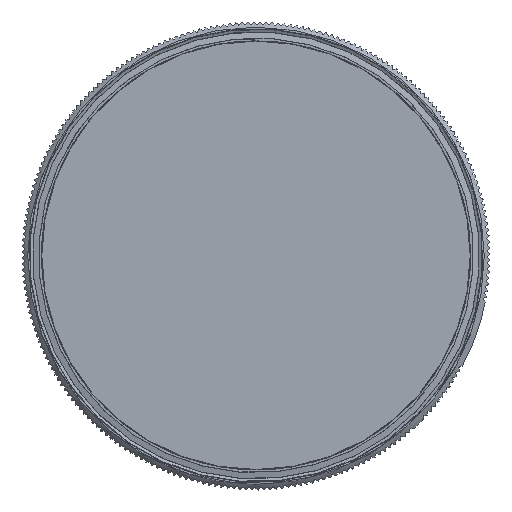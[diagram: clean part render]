
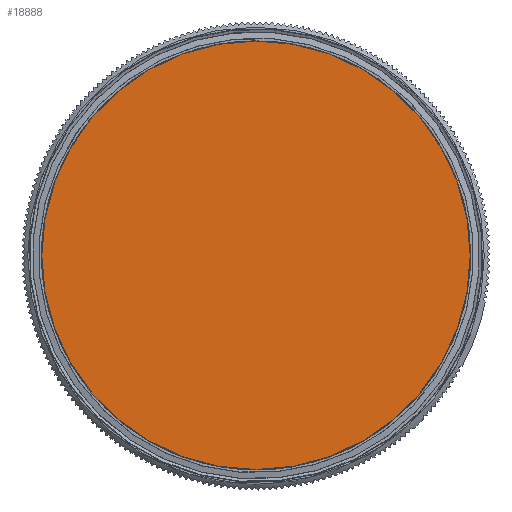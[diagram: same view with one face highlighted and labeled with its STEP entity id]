
A CAD part, top view. The second image highlights one B-rep face of the part: STEP entity #18888.
In plain terms, the highlighted planar face has unit normal (0, 0, 1).
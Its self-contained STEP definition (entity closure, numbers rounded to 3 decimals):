
#1628=CIRCLE('',#19379,32.05);
#1629=CIRCLE('',#19380,32.05);
#2593=FACE_OUTER_BOUND('',#3532,.T.);
#3532=EDGE_LOOP('',(#15931,#15932));
#6797=VERTEX_POINT('',#25076);
#6798=VERTEX_POINT('',#25078);
#8892=EDGE_CURVE('',#6797,#6798,#1628,.T.);
#8893=EDGE_CURVE('',#6798,#6797,#1629,.T.);
#15931=ORIENTED_EDGE('',*,*,#8893,.F.);
#15932=ORIENTED_EDGE('',*,*,#8892,.F.);
#18190=PLANE('',#20312);
#18888=ADVANCED_FACE('',(#2593),#18190,.T.);
#19379=AXIS2_PLACEMENT_3D('',#25079,#20820,#20821);
#19380=AXIS2_PLACEMENT_3D('',#25080,#20822,#20823);
#20312=AXIS2_PLACEMENT_3D('',#37173,#23603,#23604);
#20820=DIRECTION('center_axis',(0.,0.,
-1.));
#20821=DIRECTION('ref_axis',(-1.,0.,0.));
#20822=DIRECTION('center_axis',(0.,0.,
-1.));
#20823=DIRECTION('ref_axis',(-1.,0.,0.));
#23603=DIRECTION('center_axis',(0.,0.,
1.));
#23604=DIRECTION('ref_axis',(0.,1.,0.));
#25076=CARTESIAN_POINT('',(0.,32.05,32.707));
#25078=CARTESIAN_POINT('',(0.,-32.05,32.707));
#25079=CARTESIAN_POINT('Origin',(0.,0.,
32.707));
#25080=CARTESIAN_POINT('Origin',(0.,0.,
32.707));
#37173=CARTESIAN_POINT('Origin',(-27.825,0.,32.707));
